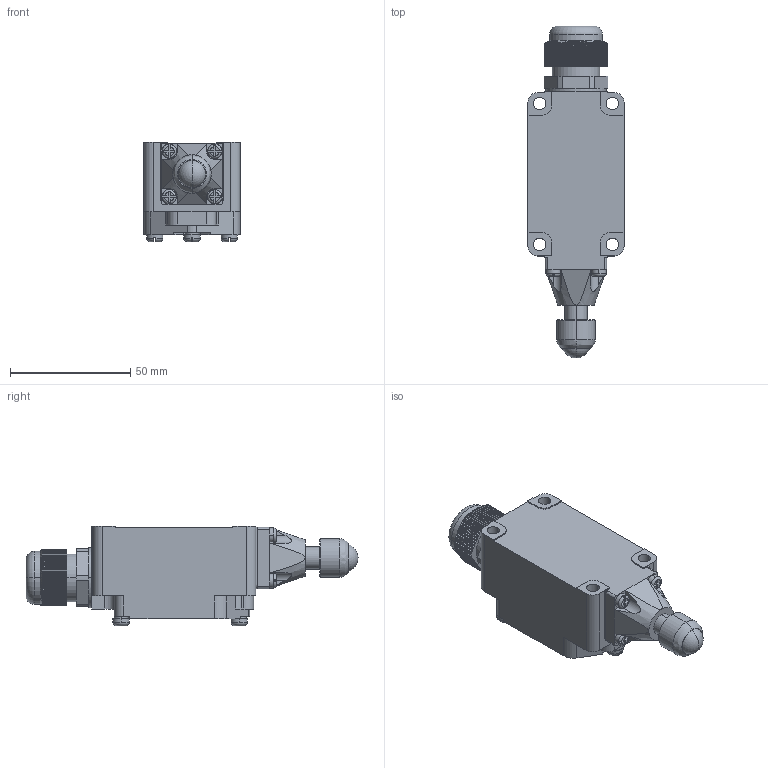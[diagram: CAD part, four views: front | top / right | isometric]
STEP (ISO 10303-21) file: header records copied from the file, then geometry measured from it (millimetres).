
FILE_DESCRIPTION((''),'2;1');
FILE_NAME('ASM0001_ASM','2024-11-22T',('Administrator'),('zyb.com'),'PRO/ENGINEER BY PARAMETRIC TECHNOLOGY CORPORATION, 2010280','PRO/ENGINEER BY PARAMETRIC TECHNOLOGY CORPORATION, 2010280','');
FILE_SCHEMA(('CONFIG_CONTROL_DESIGN'));
Length unit declared in the file: millimetre
Products named in the file (3): Y20241122001; LA167-Z5-109; ASM0001_ASM
Assembly tree (2 placements, depth 2):
  ASM0001_ASM
    Y20241122001
    LA167-Z5-109
Bounding box: 40 x 138.3 x 41.5 mm (x, y, z)
Volume: 110429.1 mm3; surface area: 24711.3 mm2
Topology: 2 solids, 6 shells, 670 faces, 1868 edges, 1227 vertices
Faces by surface type: plane 424, cylinder 206, torus 26, cone 10, bspline 2, sphere 2
Entity records: 22456 total; most frequent: CARTESIAN_POINT 5472, ORIENTED_EDGE 3732, DIRECTION 3296, EDGE_CURVE 1866, VERTEX_POINT 1227, AXIS2_PLACEMENT_3D 1123, VECTOR 1050, LINE 1050
